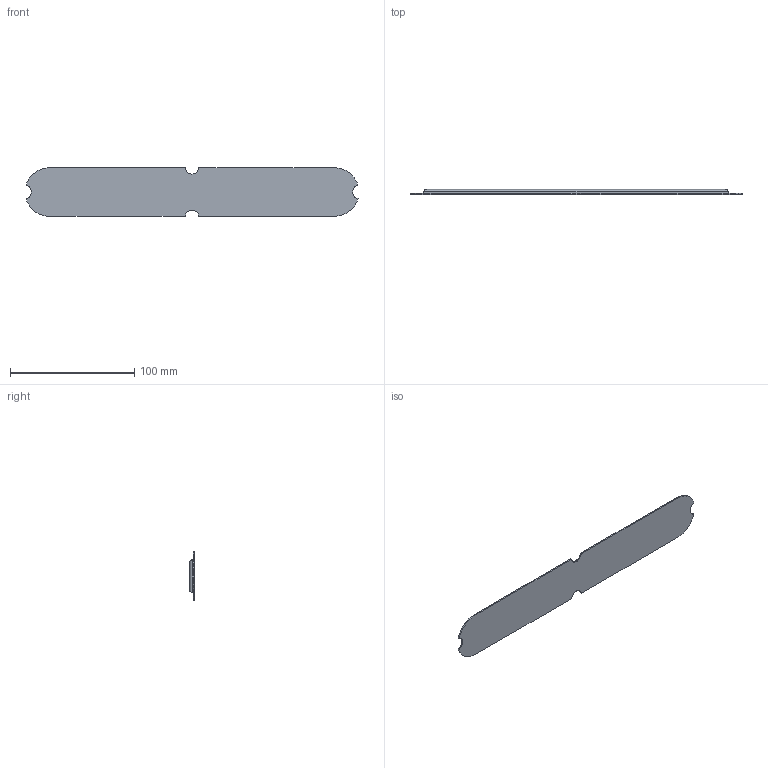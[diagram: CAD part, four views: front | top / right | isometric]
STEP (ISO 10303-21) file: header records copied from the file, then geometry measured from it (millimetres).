
FILE_DESCRIPTION (( 'STEP AP214' ), '1' );
FILE_NAME ('Pieza4.l.1.STEP', '2020-06-10T01:16:37', ( '' ), ( '' ), 'SwSTEP 2.0', 'SolidWorks 2013', '' );
FILE_SCHEMA (( 'AUTOMOTIVE_DESIGN' ));
Length unit declared in the file: millimetre
Products named in the file (1): Pieza4.l.1
Bounding box: 267.5 x 4 x 39 mm (x, y, z)
Volume: 28694.2 mm3; surface area: 21763.8 mm2
Topology: 1 solids, 1 shells, 20 faces, 47 edges, 30 vertices
Faces by surface type: cylinder 9, plane 7, bspline 4
Entity records: 1029 total; most frequent: CARTESIAN_POINT 454, ORIENTED_EDGE 94, DIRECTION 79, EDGE_CURVE 47, VERTEX_POINT 30, AXIS2_PLACEMENT_3D 27, LINE 25, VECTOR 25
